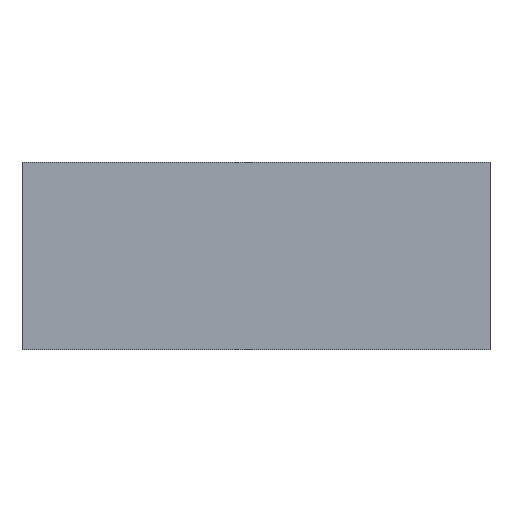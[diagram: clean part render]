
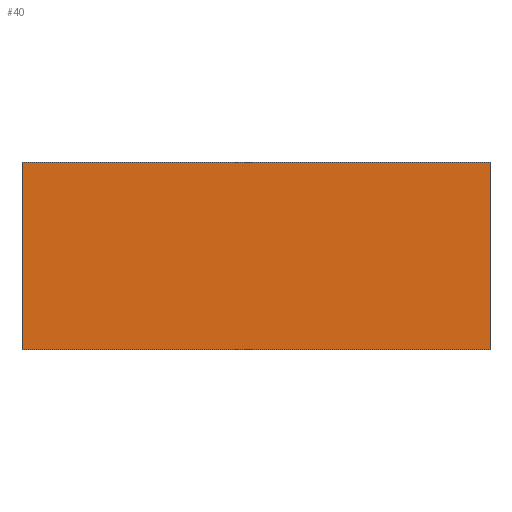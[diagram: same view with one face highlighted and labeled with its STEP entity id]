
A CAD part, front view. The second image highlights one B-rep face of the part: STEP entity #40.
In plain terms, the highlighted free-form (B-spline) face has degree [1, 1] with [2, 2] control points.
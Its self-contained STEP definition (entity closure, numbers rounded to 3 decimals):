
#5=CARTESIAN_POINT('',(-0.749,0.0,6.3));
#6=CARTESIAN_POINT('',(15.749,0.0,6.3));
#7=CARTESIAN_POINT('',(-0.749,0.0,-0.3));
#8=CARTESIAN_POINT('',(15.749,0.0,-0.3));
#9=B_SPLINE_SURFACE_WITH_KNOTS('',1,1,((#5,#7),(#6,#8)),.UNSPECIFIED.,.F.,.F.,.U.,(2,2),(2,2),(0.0,16.499),(0.0,6.599),.UNSPECIFIED.);
#10=CARTESIAN_POINT('',(0.0,0.0,6.0));
#11=VERTEX_POINT('',#10);
#12=CARTESIAN_POINT('',(15.0,0.0,6.0));
#13=VERTEX_POINT('',#12);
#14=CARTESIAN_POINT('',(0.0,0.0,6.0));
#15=CARTESIAN_POINT('',(15.0,0.0,6.0));
#16=QUASI_UNIFORM_CURVE('',1,(#14,#15),.UNSPECIFIED.,.F.,.U.);
#17=EDGE_CURVE('',#11,#13,#16,.T.);
#18=ORIENTED_EDGE('',*,*,#17,.F.);
#19=CARTESIAN_POINT('',(0.0,0.0,0.0));
#20=VERTEX_POINT('',#19);
#21=CARTESIAN_POINT('',(0.0,0.0,0.0));
#22=CARTESIAN_POINT('',(0.0,0.0,6.0));
#23=QUASI_UNIFORM_CURVE('',1,(#21,#22),.UNSPECIFIED.,.F.,.U.);
#24=EDGE_CURVE('',#20,#11,#23,.T.);
#25=ORIENTED_EDGE('',*,*,#24,.F.);
#26=CARTESIAN_POINT('',(15.0,0.0,0.0));
#27=VERTEX_POINT('',#26);
#28=CARTESIAN_POINT('',(15.0,0.0,0.0));
#29=CARTESIAN_POINT('',(0.0,0.0,0.0));
#30=QUASI_UNIFORM_CURVE('',1,(#28,#29),.UNSPECIFIED.,.F.,.U.);
#31=EDGE_CURVE('',#27,#20,#30,.T.);
#32=ORIENTED_EDGE('',*,*,#31,.F.);
#33=CARTESIAN_POINT('',(15.0,0.0,6.0));
#34=CARTESIAN_POINT('',(15.0,0.0,0.0));
#35=QUASI_UNIFORM_CURVE('',1,(#33,#34),.UNSPECIFIED.,.F.,.U.);
#36=EDGE_CURVE('',#13,#27,#35,.T.);
#37=ORIENTED_EDGE('',*,*,#36,.F.);
#38=EDGE_LOOP('',(#18,#25,#32,#37));
#39=FACE_OUTER_BOUND('',#38,.T.);
#40=ADVANCED_FACE('',(#39),#9,.F.);
